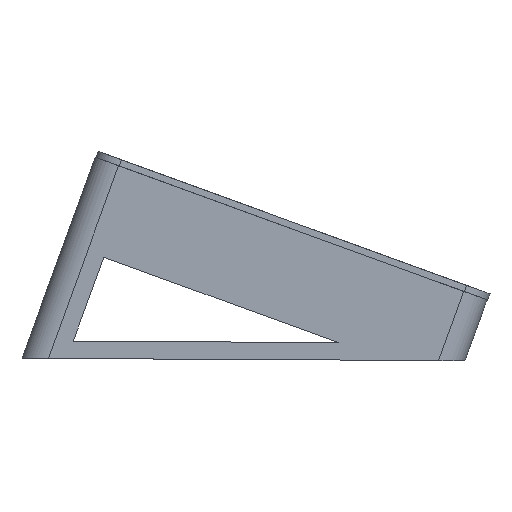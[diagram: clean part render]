
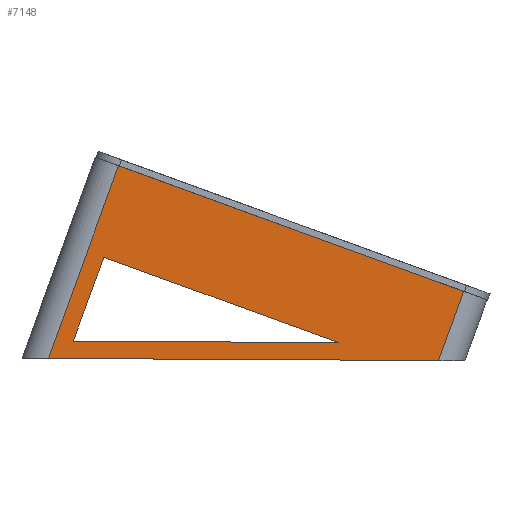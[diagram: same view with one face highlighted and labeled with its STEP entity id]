
A CAD part, left-side view. The second image highlights one B-rep face of the part: STEP entity #7148.
In plain terms, the highlighted planar face has unit normal (-1, 0, 0).
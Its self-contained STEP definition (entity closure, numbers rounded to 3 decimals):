
#819=FACE_BOUND('',#1283,.T.);
#878=FACE_OUTER_BOUND('',#1282,.T.);
#1282=EDGE_LOOP('',(#4800,#4801,#4802,#4803));
#1283=EDGE_LOOP('',(#4804,#4805,#4806));
#1723=LINE('',#8921,#2314);
#1727=LINE('',#8928,#2318);
#1729=LINE('',#8931,#2320);
#1733=LINE('',#8948,#2324);
#1734=LINE('',#8959,#2325);
#1738=LINE('',#8971,#2329);
#1739=LINE('',#8972,#2330);
#2314=VECTOR('',#7828,10.);
#2318=VECTOR('',#7834,10.);
#2320=VECTOR('',#7838,10.);
#2324=VECTOR('',#7852,10.);
#2325=VECTOR('',#7863,10.);
#2329=VECTOR('',#7875,10.);
#2330=VECTOR('',#7876,10.);
#2905=VERTEX_POINT('',#8918);
#2906=VERTEX_POINT('',#8920);
#2908=VERTEX_POINT('',#8926);
#2910=VERTEX_POINT('',#8934);
#2916=VERTEX_POINT('',#8946);
#2921=VERTEX_POINT('',#8958);
#2925=VERTEX_POINT('',#8970);
#3651=EDGE_CURVE('',#2906,#2905,#1723,.T.);
#3655=EDGE_CURVE('',#2905,#2908,#1727,.T.);
#3657=EDGE_CURVE('',#2908,#2906,#1729,.T.);
#3665=EDGE_CURVE('',#2910,#2916,#1733,.T.);
#3670=EDGE_CURVE('',#2921,#2910,#1734,.T.);
#3676=EDGE_CURVE('',#2925,#2916,#1738,.T.);
#3677=EDGE_CURVE('',#2921,#2925,#1739,.T.);
#4800=ORIENTED_EDGE('',*,*,#3665,.T.);
#4801=ORIENTED_EDGE('',*,*,#3676,.F.);
#4802=ORIENTED_EDGE('',*,*,#3677,.F.);
#4803=ORIENTED_EDGE('',*,*,#3670,.T.);
#4804=ORIENTED_EDGE('',*,*,#3651,.T.);
#4805=ORIENTED_EDGE('',*,*,#3655,.T.);
#4806=ORIENTED_EDGE('',*,*,#3657,.T.);
#7010=PLANE('',#7586);
#7148=ADVANCED_FACE('',(#878,#819),#7010,.T.);
#7586=AXIS2_PLACEMENT_3D('',#8969,#7873,#7874);
#7828=DIRECTION('',(0.,0.942,-0.337));
#7834=DIRECTION('',(0.,0.,1.));
#7838=DIRECTION('',(0.,-1.,0.));
#7852=DIRECTION('',(0.,-0.942,0.337));
#7863=DIRECTION('',(0.,0.,-1.));
#7873=DIRECTION('center_axis',(-1.,0.,0.));
#7874=DIRECTION('ref_axis',(0.,-1.,0.));
#7875=DIRECTION('',(0.,0.,-1.));
#7876=DIRECTION('',(0.,-1.,0.));
#8918=CARTESIAN_POINT('',(-9.5,64.82,-23.24));
#8920=CARTESIAN_POINT('',(-9.5,14.665,-5.29));
#8921=CARTESIAN_POINT('',(-9.5,64.901,-23.269));
#8926=CARTESIAN_POINT('',(-9.5,64.82,-5.29));
#8928=CARTESIAN_POINT('',(-9.5,64.82,-2.645));
#8931=CARTESIAN_POINT('',(-9.5,43.993,-5.29));
#8934=CARTESIAN_POINT('',(-9.5,68.32,-28.21));
#8946=CARTESIAN_POINT('',(-9.5,-5.5,-1.79));
#8948=CARTESIAN_POINT('',(-9.5,26.651,-13.297));
#8958=CARTESIAN_POINT('',(-9.5,68.32,13.));
#8959=CARTESIAN_POINT('',(-9.5,68.32,0.));
#8969=CARTESIAN_POINT('Origin',(-9.5,73.32,0.));
#8970=CARTESIAN_POINT('',(-9.5,-5.5,13.));
#8971=CARTESIAN_POINT('',(-9.5,-5.5,0.));
#8972=CARTESIAN_POINT('',(-9.5,73.32,13.));
